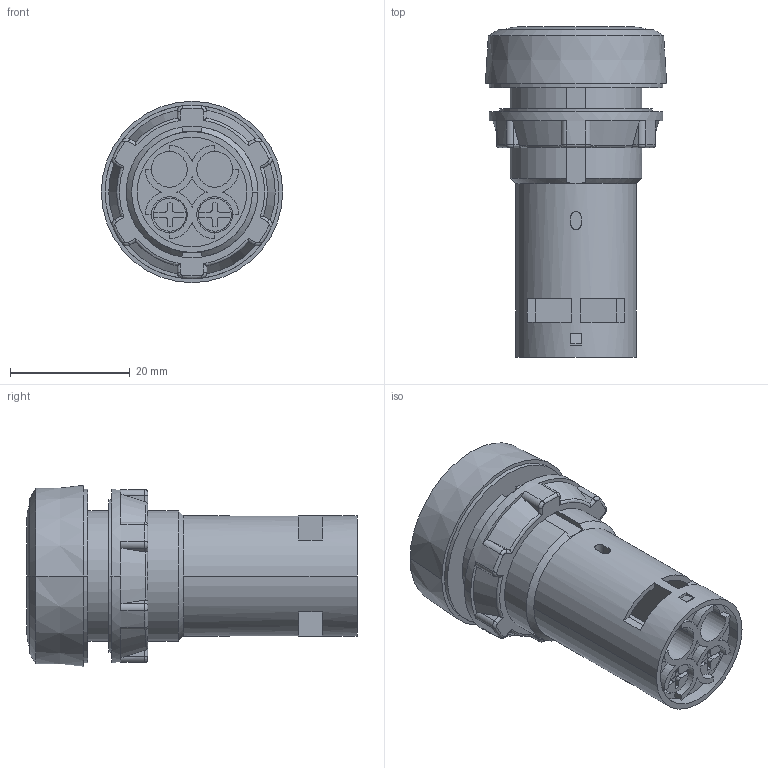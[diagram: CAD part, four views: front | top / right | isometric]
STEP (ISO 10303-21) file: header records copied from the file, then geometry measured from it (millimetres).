
FILE_DESCRIPTION((''),'2;1');
FILE_NAME('1','2024-06-26T',('Administrator'),('zyb.com'),'PRO/ENGINEER BY PARAMETRIC TECHNOLOGY CORPORATION, 2010280','PRO/ENGINEER BY PARAMETRIC TECHNOLOGY CORPORATION, 2010280','');
FILE_SCHEMA(('CONFIG_CONTROL_DESIGN','SHAPE_APPEARANCE_LAYERS_GROUPS'));
Length unit declared in the file: millimetre
Products named in the file (1): 1
Bounding box: 30.3 x 55.19 x 30.3 mm (x, y, z)
Volume: 20164.5 mm3; surface area: 8492.6 mm2
Topology: 3 solids, 3 shells, 278 faces, 722 edges, 458 vertices
Faces by surface type: plane 137, cylinder 96, torus 26, cone 13, sphere 4, bspline 2
Entity records: 11511 total; most frequent: CARTESIAN_POINT 1778, DIRECTION 1525, ORIENTED_EDGE 1440, PRESENTATION_STYLE_ASSIGNMENT 779, STYLED_ITEM 723, CURVE_STYLE 720, EDGE_CURVE 720, AXIS2_PLACEMENT_3D 589
